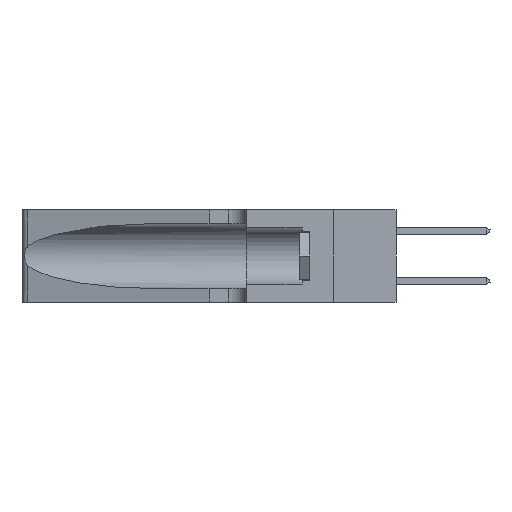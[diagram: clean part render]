
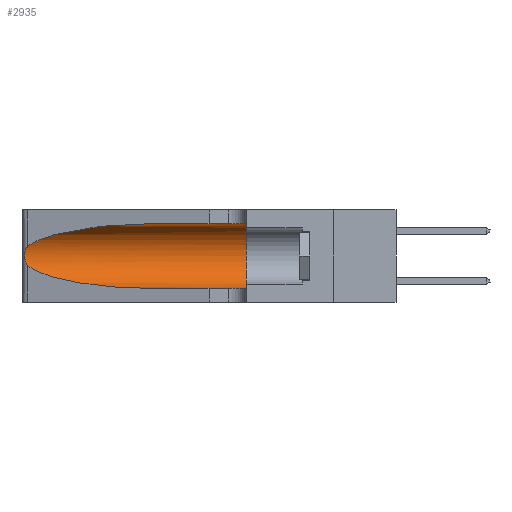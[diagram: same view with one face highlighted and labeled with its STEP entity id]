
A CAD part, left-side view. The second image highlights one B-rep face of the part: STEP entity #2935.
In plain terms, the highlighted cylindrical face has radius 3.308 mm (diameter 6.617 mm), a partial arc.
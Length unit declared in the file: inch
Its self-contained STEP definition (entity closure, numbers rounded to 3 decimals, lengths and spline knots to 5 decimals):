
#228 = VERTEX_POINT ( 'NONE', #5723 ) ;
#506 = AXIS2_PLACEMENT_3D ( 'NONE', #13767, #26128, #16557 ) ;
#716 = CARTESIAN_POINT ( 'NONE',  ( 0.25487, 1.22718, 0.14631 ) ) ;
#719 = LINE ( 'NONE', #16296, #13125 ) ;
#843 = CARTESIAN_POINT ( 'NONE',  ( 0.25487, 1.22718, 0.22369 ) ) ;
#1326 = CARTESIAN_POINT ( 'NONE',  ( 0.25639, 1.23184, 0.21858 ) ) ;
#1622 = DIRECTION ( 'NONE',  ( 0., -1., 0. ) ) ;
#2404 = CYLINDRICAL_SURFACE ( 'NONE', #506, 0.13025 ) ;
#2750 = DIRECTION ( 'NONE',  ( 0., 1., 0. ) ) ;
#2935 = ADVANCED_FACE ( 'NONE', ( #20877 ), #2404, .F. ) ;
#2944 = LINE ( 'NONE', #25202, #11848 ) ;
#3657 = CARTESIAN_POINT ( 'NONE',  ( 0.26018, 1.23835, 0.19895 ) ) ;
#4125 = ORIENTED_EDGE ( 'NONE', *, *, #24911, .T. ) ;
#4169 = B_SPLINE_CURVE_WITH_KNOTS ( 'NONE', 3,
 ( #25969, #30576, #1326, #15284, #18516, #3657, #30219, #19274, #31211, #24112, #29071, #4537, #14474, #21421 ),
 .UNSPECIFIED., .F., .F.,
 ( 4, 2, 2, 2, 2, 2, 4 ),
 ( 0., 0.00027, 0.00053, 0.00107, 0.0016, 0.00187, 0.00214 ),
 .UNSPECIFIED. ) ;
#4496 = ORIENTED_EDGE ( 'NONE', *, *, #15270, .T. ) ;
#4537 = CARTESIAN_POINT ( 'NONE',  ( 0.25639, 1.23186, 0.15144 ) ) ;
#4869 = VERTEX_POINT ( 'NONE', #716 ) ;
#5552 = CARTESIAN_POINT ( 'NONE',  ( 0.25487, 1.22718, 0.14631 ) ) ;
#5723 = CARTESIAN_POINT ( 'NONE',  ( 0.1305, 0.35, 0.31525 ) ) ;
#7329 =( BOUNDED_CURVE ( )  B_SPLINE_CURVE ( 3, ( #25572, #18208, #27792, #843 ),
 .UNSPECIFIED., .F., .T. ) 
 B_SPLINE_CURVE_WITH_KNOTS ( ( 4, 4 ),
 ( 1.5708, 2.84003 ),
 .UNSPECIFIED. ) 
 CURVE ( )  GEOMETRIC_REPRESENTATION_ITEM ( )  RATIONAL_B_SPLINE_CURVE ( ( 1., 0.87, 0.87, 1. ) ) 
 REPRESENTATION_ITEM ( '' )  );
#7503 = DIRECTION ( 'NONE',  ( 0., 0., 1. ) ) ;
#8186 = CARTESIAN_POINT ( 'NONE',  ( 0.1305, 0.72297, 0.31525 ) ) ;
#9902 = EDGE_CURVE ( 'NONE', #22279, #4869, #4169, .T. ) ;
#10821 = CARTESIAN_POINT ( 'NONE',  ( 0.2373, 1.15595, 0.08982 ) ) ;
#11360 = CARTESIAN_POINT ( 'NONE',  ( 0.1305, 0.72297, 0.05475 ) ) ;
#11848 = VECTOR ( 'NONE', #12725, 39.37008 ) ;
#12725 = DIRECTION ( 'NONE',  ( 0., -1., 0. ) ) ;
#12768 = CARTESIAN_POINT ( 'NONE',  ( 0.1305, 0.35, 0.185 ) ) ;
#13125 = VECTOR ( 'NONE', #1622, 39.37008 ) ;
#13503 = EDGE_CURVE ( 'NONE', #27138, #22217, #2944, .T. ) ;
#13767 = CARTESIAN_POINT ( 'NONE',  ( 0.1305, 1.61858, 0.185 ) ) ;
#14474 = CARTESIAN_POINT ( 'NONE',  ( 0.25555, 1.22993, 0.14849 ) ) ;
#15270 = EDGE_CURVE ( 'NONE', #4869, #27138, #16437, .T. ) ;
#15284 = CARTESIAN_POINT ( 'NONE',  ( 0.25787, 1.23484, 0.2124 ) ) ;
#16296 = CARTESIAN_POINT ( 'NONE',  ( 0.1305, 1.61858, 0.31525 ) ) ;
#16437 =( BOUNDED_CURVE ( )  B_SPLINE_CURVE ( 3, ( #5552, #10821, #28236, #11360 ),
 .UNSPECIFIED., .F., .F. ) 
 B_SPLINE_CURVE_WITH_KNOTS ( ( 4, 4 ),
 ( 3.44316, 4.71239 ),
 .UNSPECIFIED. ) 
 CURVE ( )  GEOMETRIC_REPRESENTATION_ITEM ( )  RATIONAL_B_SPLINE_CURVE ( ( 1., 0.87, 0.87, 1. ) ) 
 REPRESENTATION_ITEM ( '' )  );
#16557 = DIRECTION ( 'NONE',  ( 0., 0., -1. ) ) ;
#18125 = CIRCLE ( 'NONE', #25990, 0.13025 ) ;
#18208 = CARTESIAN_POINT ( 'NONE',  ( 0.18966, 0.96281, 0.31525 ) ) ;
#18516 = CARTESIAN_POINT ( 'NONE',  ( 0.25854, 1.2359, 0.20912 ) ) ;
#19137 = ORIENTED_EDGE ( 'NONE', *, *, #13503, .T. ) ;
#19274 = CARTESIAN_POINT ( 'NONE',  ( 0.26075, 1.23896, 0.178 ) ) ;
#20231 = ORIENTED_EDGE ( 'NONE', *, *, #26773, .F. ) ;
#20707 = CARTESIAN_POINT ( 'NONE',  ( 0.25487, 1.22718, 0.22369 ) ) ;
#20877 = FACE_OUTER_BOUND ( 'NONE', #29097, .T. ) ;
#21243 = CARTESIAN_POINT ( 'NONE',  ( 0.1305, 0.35, 0.05475 ) ) ;
#21421 = CARTESIAN_POINT ( 'NONE',  ( 0.25487, 1.22718, 0.14631 ) ) ;
#22217 = VERTEX_POINT ( 'NONE', #21243 ) ;
#22279 = VERTEX_POINT ( 'NONE', #20707 ) ;
#22858 = CARTESIAN_POINT ( 'NONE',  ( 0.1305, 0.72297, 0.05475 ) ) ;
#24112 = CARTESIAN_POINT ( 'NONE',  ( 0.25856, 1.23593, 0.16098 ) ) ;
#24566 = ORIENTED_EDGE ( 'NONE', *, *, #27040, .F. ) ;
#24911 = EDGE_CURVE ( 'NONE', #27695, #22279, #7329, .T. ) ;
#25202 = CARTESIAN_POINT ( 'NONE',  ( 0.1305, 1.61858, 0.05475 ) ) ;
#25572 = CARTESIAN_POINT ( 'NONE',  ( 0.1305, 0.72297, 0.31525 ) ) ;
#25969 = CARTESIAN_POINT ( 'NONE',  ( 0.25487, 1.22718, 0.22369 ) ) ;
#25990 = AXIS2_PLACEMENT_3D ( 'NONE', #12768, #2750, #7503 ) ;
#26128 = DIRECTION ( 'NONE',  ( 0., -1., 0. ) ) ;
#26773 = EDGE_CURVE ( 'NONE', #228, #22217, #18125, .T. ) ;
#27040 = EDGE_CURVE ( 'NONE', #27695, #228, #719, .T. ) ;
#27138 = VERTEX_POINT ( 'NONE', #22858 ) ;
#27695 = VERTEX_POINT ( 'NONE', #8186 ) ;
#27792 = CARTESIAN_POINT ( 'NONE',  ( 0.2373, 1.15595, 0.28018 ) ) ;
#28236 = CARTESIAN_POINT ( 'NONE',  ( 0.18966, 0.96281, 0.05475 ) ) ;
#29071 = CARTESIAN_POINT ( 'NONE',  ( 0.25789, 1.23486, 0.15765 ) ) ;
#29097 = EDGE_LOOP ( 'NONE', ( #4125, #30290, #4496, #19137, #20231, #24566 ) ) ;
#30219 = CARTESIAN_POINT ( 'NONE',  ( 0.26075, 1.23896, 0.19203 ) ) ;
#30290 = ORIENTED_EDGE ( 'NONE', *, *, #9902, .T. ) ;
#30576 = CARTESIAN_POINT ( 'NONE',  ( 0.25555, 1.22994, 0.2215 ) ) ;
#31211 = CARTESIAN_POINT ( 'NONE',  ( 0.26017, 1.23833, 0.17102 ) ) ;
